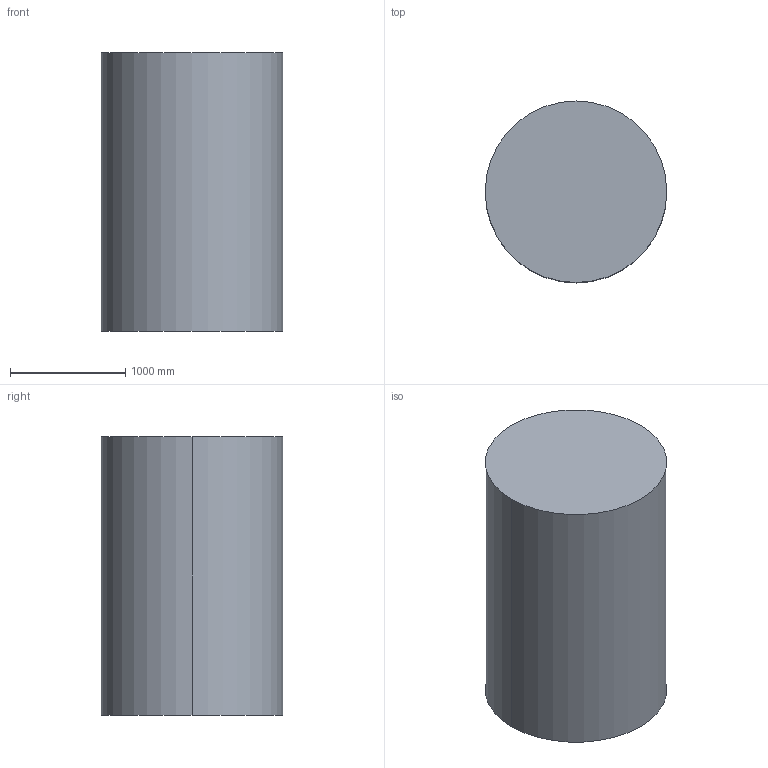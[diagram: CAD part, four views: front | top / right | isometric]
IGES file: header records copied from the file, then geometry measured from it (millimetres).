
Start section:  PTC IGES file: prt0002.igs
Global section: file name: prt0002.igs; native system: Pro/ENGINEER by Parametric Technology Corporation; preprocessor: 2008010; author: MillsJason; organization: Unknown; date: 20090507.130711; units: inch
Bounding box: 1577.9 x 1577.9 x 2422.65 mm (x, y, z)
Surface area: 15920358.3 mm2 (no closed solid volume)
Topology: 0 solids, 0 shells, 4 faces, 21 edges, 24 vertices
Faces by surface type: bspline 2, revolution 2
